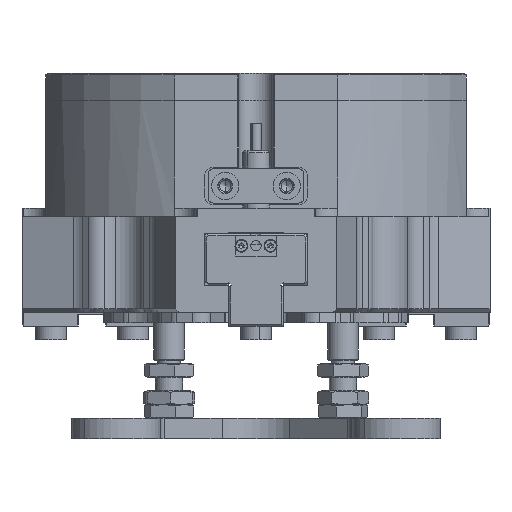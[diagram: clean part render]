
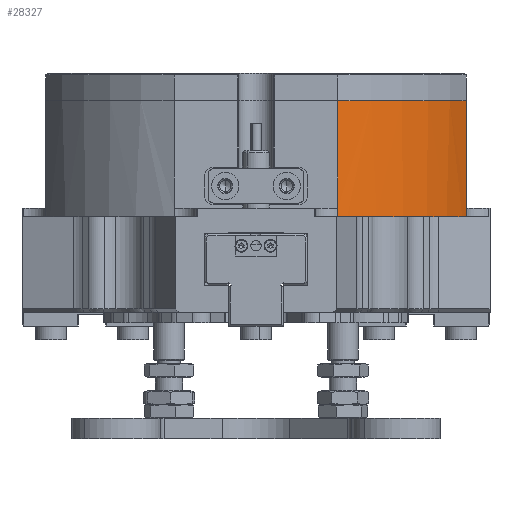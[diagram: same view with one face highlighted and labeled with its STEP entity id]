
A CAD part, front view. The second image highlights one B-rep face of the part: STEP entity #28327.
In plain terms, the highlighted cylindrical face has radius 66 mm (diameter 132 mm), a partial arc.
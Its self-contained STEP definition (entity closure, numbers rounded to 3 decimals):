
#1005 = DIRECTION ( 'NONE',  ( -1., 0., 0. ) ) ;
#2841 = DIRECTION ( 'NONE',  ( -1., 0., 0. ) ) ;
#2912 = CARTESIAN_POINT ( 'NONE',  ( 0., 0., 0. ) ) ;
#3286 = CARTESIAN_POINT ( 'NONE',  ( 23.953, -61.5, 0. ) ) ;
#3641 = CIRCLE ( 'NONE', #26968, 66. ) ;
#3672 = VECTOR ( 'NONE', #34915, 1000. ) ;
#5191 = VERTEX_POINT ( 'NONE', #17137 ) ;
#6582 = DIRECTION ( 'NONE',  ( 0., 0., -1. ) ) ;
#6667 = CARTESIAN_POINT ( 'NONE',  ( 61.5, -23.953, 34. ) ) ;
#7496 = DIRECTION ( 'NONE',  ( 0., 0., -1. ) ) ;
#7601 = VERTEX_POINT ( 'NONE', #32556 ) ;
#8039 = EDGE_CURVE ( 'NONE', #40760, #7601, #26011, .T. ) ;
#8561 = ORIENTED_EDGE ( 'NONE', *, *, #43381, .F. ) ;
#9721 = CARTESIAN_POINT ( 'NONE',  ( 23.953, -61.5, -28. ) ) ;
#9731 = EDGE_CURVE ( 'NONE', #26363, #5191, #25863, .T. ) ;
#10466 = VERTEX_POINT ( 'NONE', #3286 ) ;
#10849 = CARTESIAN_POINT ( 'NONE',  ( 0., 0., 0. ) ) ;
#11158 = EDGE_CURVE ( 'NONE', #26917, #10466, #25332, .T. ) ;
#12018 = DIRECTION ( 'NONE',  ( 0., 0., -1. ) ) ;
#14011 = VERTEX_POINT ( 'NONE', #28131 ) ;
#16868 = EDGE_CURVE ( 'NONE', #5191, #26917, #24932, .T. ) ;
#17137 = CARTESIAN_POINT ( 'NONE',  ( 23.953, -61.5, 34. ) ) ;
#18242 = DIRECTION ( 'NONE',  ( 0., 0., -1. ) ) ;
#18622 = DIRECTION ( 'NONE',  ( 0., 0., -1. ) ) ;
#19272 = CARTESIAN_POINT ( 'NONE',  ( 23.953, -61.5, 2.5 ) ) ;
#19383 = DIRECTION ( 'NONE',  ( 1., 0., 0. ) ) ;
#19845 = DIRECTION ( 'NONE',  ( -1., 0., 0. ) ) ;
#22414 = ORIENTED_EDGE ( 'NONE', *, *, #50564, .F. ) ;
#23596 = DIRECTION ( 'NONE',  ( 0., 0., 1. ) ) ;
#24932 = LINE ( 'NONE', #30847, #3672 ) ;
#25204 = DIRECTION ( 'NONE',  ( 0., 0., -1. ) ) ;
#25332 = LINE ( 'NONE', #9721, #50473 ) ;
#25547 = ORIENTED_EDGE ( 'NONE', *, *, #9731, .T. ) ;
#25700 = AXIS2_PLACEMENT_3D ( 'NONE', #2912, #12018, #19845 ) ;
#25863 = CIRCLE ( 'NONE', #33565, 66. ) ;
#26011 = CIRCLE ( 'NONE', #33141, 66. ) ;
#26363 = VERTEX_POINT ( 'NONE', #6667 ) ;
#26917 = VERTEX_POINT ( 'NONE', #19272 ) ;
#26968 = AXIS2_PLACEMENT_3D ( 'NONE', #40636, #7496, #19383 ) ;
#27143 = FACE_OUTER_BOUND ( 'NONE', #36197, .T. ) ;
#27502 = AXIS2_PLACEMENT_3D ( 'NONE', #50895, #25204, #54812 ) ;
#28131 = CARTESIAN_POINT ( 'NONE',  ( 61.5, -23.953, 2.5 ) ) ;
#28327 = ADVANCED_FACE ( 'NONE', ( #27143 ), #50984, .T. ) ;
#30847 = CARTESIAN_POINT ( 'NONE',  ( 23.953, -61.5, -28. ) ) ;
#31195 = CARTESIAN_POINT ( 'NONE',  ( 0., 0., 34. ) ) ;
#32556 = CARTESIAN_POINT ( 'NONE',  ( 60.352, -26.715, 0. ) ) ;
#32593 = CARTESIAN_POINT ( 'NONE',  ( 26.715, -60.352, 0. ) ) ;
#33141 = AXIS2_PLACEMENT_3D ( 'NONE', #10849, #6582, #2841 ) ;
#33565 = AXIS2_PLACEMENT_3D ( 'NONE', #31195, #18622, #1005 ) ;
#34459 = ORIENTED_EDGE ( 'NONE', *, *, #16868, .T. ) ;
#34701 = DIRECTION ( 'NONE',  ( 0., 0., 1. ) ) ;
#34814 = ORIENTED_EDGE ( 'NONE', *, *, #45188, .T. ) ;
#34865 = VERTEX_POINT ( 'NONE', #32593 ) ;
#34915 = DIRECTION ( 'NONE',  ( 0., 0., -1. ) ) ;
#35409 = VECTOR ( 'NONE', #34701, 1000. ) ;
#36197 = EDGE_LOOP ( 'NONE', ( #53212, #42143, #34814, #25547, #34459, #51435, #8561, #22414 ) ) ;
#36501 = VECTOR ( 'NONE', #23596, 1000. ) ;
#40575 = CARTESIAN_POINT ( 'NONE',  ( 61.5, -23.953, -28. ) ) ;
#40636 = CARTESIAN_POINT ( 'NONE',  ( 0., 0., 0. ) ) ;
#40760 = VERTEX_POINT ( 'NONE', #47277 ) ;
#42143 = ORIENTED_EDGE ( 'NONE', *, *, #50830, .T. ) ;
#43367 = LINE ( 'NONE', #51541, #35409 ) ;
#43381 = EDGE_CURVE ( 'NONE', #34865, #10466, #51930, .T. ) ;
#45188 = EDGE_CURVE ( 'NONE', #14011, #26363, #48395, .T. ) ;
#47277 = CARTESIAN_POINT ( 'NONE',  ( 61.5, -23.953, 0. ) ) ;
#48395 = LINE ( 'NONE', #40575, #36501 ) ;
#50473 = VECTOR ( 'NONE', #18242, 1000. ) ;
#50564 = EDGE_CURVE ( 'NONE', #7601, #34865, #3641, .T. ) ;
#50830 = EDGE_CURVE ( 'NONE', #40760, #14011, #43367, .T. ) ;
#50895 = CARTESIAN_POINT ( 'NONE',  ( 0., 0., -28. ) ) ;
#50984 = CYLINDRICAL_SURFACE ( 'NONE', #27502, 66. ) ;
#51435 = ORIENTED_EDGE ( 'NONE', *, *, #11158, .T. ) ;
#51541 = CARTESIAN_POINT ( 'NONE',  ( 61.5, -23.953, -28. ) ) ;
#51930 = CIRCLE ( 'NONE', #25700, 66. ) ;
#53212 = ORIENTED_EDGE ( 'NONE', *, *, #8039, .F. ) ;
#54812 = DIRECTION ( 'NONE',  ( -1., 0., 0. ) ) ;
